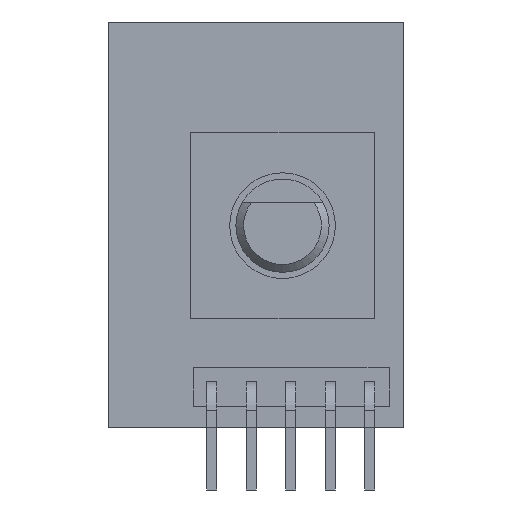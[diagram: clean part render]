
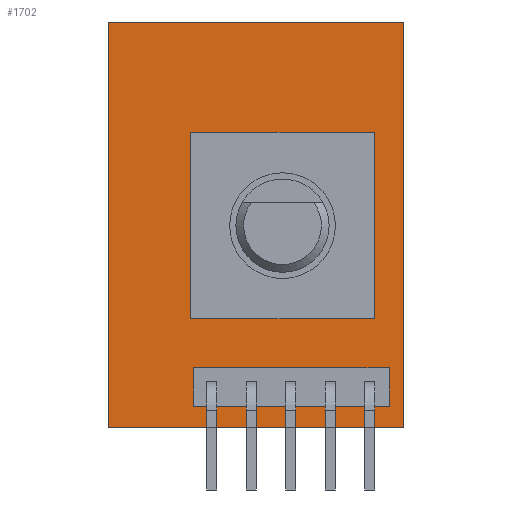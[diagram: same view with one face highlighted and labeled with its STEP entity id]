
A CAD part, front view. The second image highlights one B-rep face of the part: STEP entity #1702.
In plain terms, the highlighted planar face has unit normal (0, -1, 0).
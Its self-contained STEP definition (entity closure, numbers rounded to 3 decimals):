
#58=FACE_BOUND('',#237,.T.);
#130=FACE_OUTER_BOUND('',#236,.T.);
#236=EDGE_LOOP('',(#1262,#1263,#1264,#1265));
#237=EDGE_LOOP('',(#1266,#1267,#1268,#1269));
#366=LINE('',#2537,#569);
#370=LINE('',#2545,#573);
#373=LINE('',#2551,#576);
#376=LINE('',#2556,#579);
#378=LINE('',#2562,#581);
#382=LINE('',#2570,#585);
#385=LINE('',#2576,#588);
#388=LINE('',#2581,#591);
#569=VECTOR('',#2052,10.);
#573=VECTOR('',#2058,10.);
#576=VECTOR('',#2063,10.);
#579=VECTOR('',#2068,10.);
#581=VECTOR('',#2074,10.);
#585=VECTOR('',#2080,10.);
#588=VECTOR('',#2085,10.);
#591=VECTOR('',#2090,10.);
#752=VERTEX_POINT('',#2535);
#753=VERTEX_POINT('',#2536);
#756=VERTEX_POINT('',#2544);
#758=VERTEX_POINT('',#2550);
#760=VERTEX_POINT('',#2560);
#761=VERTEX_POINT('',#2561);
#764=VERTEX_POINT('',#2569);
#766=VERTEX_POINT('',#2575);
#928=EDGE_CURVE('',#752,#753,#366,.T.);
#932=EDGE_CURVE('',#753,#756,#370,.T.);
#935=EDGE_CURVE('',#756,#758,#373,.T.);
#938=EDGE_CURVE('',#758,#752,#376,.T.);
#940=EDGE_CURVE('',#760,#761,#378,.T.);
#944=EDGE_CURVE('',#761,#764,#382,.T.);
#947=EDGE_CURVE('',#764,#766,#385,.T.);
#950=EDGE_CURVE('',#766,#760,#388,.T.);
#1262=ORIENTED_EDGE('',*,*,#950,.T.);
#1263=ORIENTED_EDGE('',*,*,#940,.T.);
#1264=ORIENTED_EDGE('',*,*,#944,.T.);
#1265=ORIENTED_EDGE('',*,*,#947,.T.);
#1266=ORIENTED_EDGE('',*,*,#928,.T.);
#1267=ORIENTED_EDGE('',*,*,#932,.T.);
#1268=ORIENTED_EDGE('',*,*,#935,.T.);
#1269=ORIENTED_EDGE('',*,*,#938,.T.);
#1610=PLANE('',#1833);
#1702=ADVANCED_FACE('',(#130,#58),#1610,.F.);
#1833=AXIS2_PLACEMENT_3D('',#2584,#2094,#2095);
#2052=DIRECTION('',(0.,0.,1.));
#2058=DIRECTION('',(1.,0.,0.));
#2063=DIRECTION('',(0.,0.,-1.));
#2068=DIRECTION('',(-1.,0.,0.));
#2074=DIRECTION('',(0.,0.,-1.));
#2080=DIRECTION('',(1.,0.,0.));
#2085=DIRECTION('',(0.,0.,1.));
#2090=DIRECTION('',(-1.,0.,0.));
#2094=DIRECTION('center_axis',(0.,1.,0.));
#2095=DIRECTION('ref_axis',(1.,0.,0.));
#2535=CARTESIAN_POINT('',(-1.14,4.25,1.4));
#2536=CARTESIAN_POINT('',(-1.14,4.25,3.85));
#2537=CARTESIAN_POINT('',(-1.14,4.25,8.45));
#2544=CARTESIAN_POINT('',(11.41,4.25,3.85));
#2545=CARTESIAN_POINT('',(7.133,4.25,3.85));
#2550=CARTESIAN_POINT('',(11.41,4.25,1.4));
#2551=CARTESIAN_POINT('',(11.41,4.25,7.225));
#2556=CARTESIAN_POINT('',(0.857,4.25,1.4));
#2560=CARTESIAN_POINT('',(-6.65,4.25,26.1));
#2561=CARTESIAN_POINT('',(-6.65,4.25,0.));
#2562=CARTESIAN_POINT('',(-6.65,4.25,26.1));
#2569=CARTESIAN_POINT('',(12.36,4.25,0.));
#2570=CARTESIAN_POINT('',(-6.65,4.25,0.));
#2575=CARTESIAN_POINT('',(12.36,4.25,26.1));
#2576=CARTESIAN_POINT('',(12.36,4.25,0.));
#2581=CARTESIAN_POINT('',(12.36,4.25,26.1));
#2584=CARTESIAN_POINT('Origin',(2.855,4.25,13.05));
